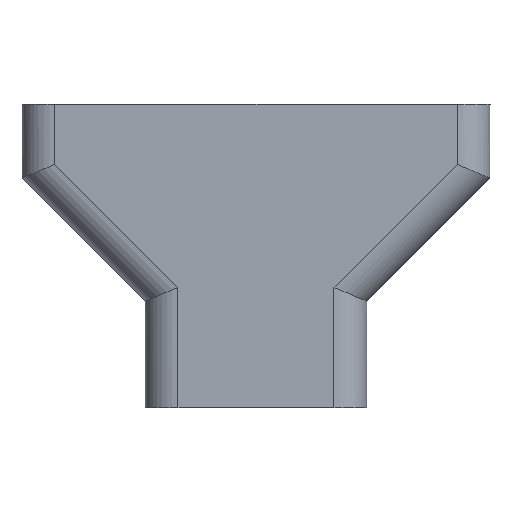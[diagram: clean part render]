
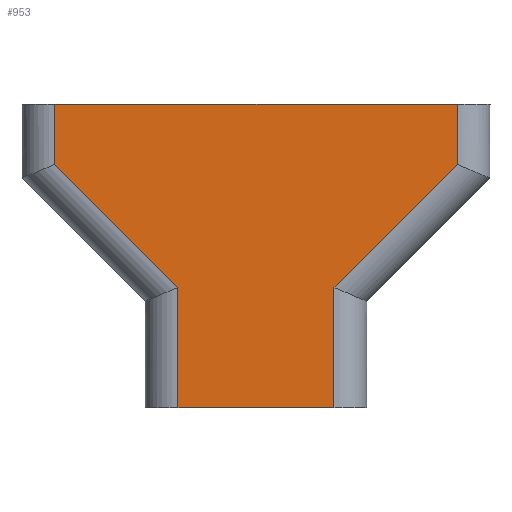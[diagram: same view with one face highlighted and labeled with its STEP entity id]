
A CAD part, front view. The second image highlights one B-rep face of the part: STEP entity #953.
In plain terms, the highlighted planar face has unit normal (0, -1, 0).
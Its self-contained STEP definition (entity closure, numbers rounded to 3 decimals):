
#127=FACE_OUTER_BOUND('',#186,.T.);
#186=EDGE_LOOP('',(#709,#710,#711,#712,#713,#714,#715,#716));
#243=LINE('',#1479,#324);
#274=LINE('',#1578,#355);
#284=LINE('',#1603,#365);
#285=LINE('',#1605,#366);
#286=LINE('',#1606,#367);
#287=LINE('',#1608,#368);
#288=LINE('',#1610,#369);
#289=LINE('',#1611,#370);
#324=VECTOR('',#1159,1.9);
#355=VECTOR('',#1208,4.9);
#365=VECTOR('',#1234,0.734);
#366=VECTOR('',#1235,2.121);
#367=VECTOR('',#1236,1.466);
#368=VECTOR('',#1237,1.466);
#369=VECTOR('',#1238,2.121);
#370=VECTOR('',#1239,0.734);
#410=VERTEX_POINT('',#1476);
#411=VERTEX_POINT('',#1478);
#445=VERTEX_POINT('',#1575);
#446=VERTEX_POINT('',#1577);
#453=VERTEX_POINT('',#1602);
#454=VERTEX_POINT('',#1604);
#455=VERTEX_POINT('',#1607);
#456=VERTEX_POINT('',#1609);
#499=EDGE_CURVE('',#411,#410,#243,.T.);
#538=EDGE_CURVE('',#446,#445,#274,.T.);
#551=EDGE_CURVE('',#445,#453,#284,.T.);
#552=EDGE_CURVE('',#453,#454,#285,.T.);
#553=EDGE_CURVE('',#454,#411,#286,.T.);
#554=EDGE_CURVE('',#410,#455,#287,.T.);
#555=EDGE_CURVE('',#455,#456,#288,.T.);
#556=EDGE_CURVE('',#456,#446,#289,.T.);
#709=ORIENTED_EDGE('',*,*,#538,.T.);
#710=ORIENTED_EDGE('',*,*,#551,.T.);
#711=ORIENTED_EDGE('',*,*,#552,.T.);
#712=ORIENTED_EDGE('',*,*,#553,.T.);
#713=ORIENTED_EDGE('',*,*,#499,.T.);
#714=ORIENTED_EDGE('',*,*,#554,.T.);
#715=ORIENTED_EDGE('',*,*,#555,.T.);
#716=ORIENTED_EDGE('',*,*,#556,.T.);
#929=PLANE('',#1039);
#953=ADVANCED_FACE('',(#127),#929,.T.);
#1039=AXIS2_PLACEMENT_3D('',#1601,#1232,#1233);
#1159=DIRECTION('',(1.,0.,0.));
#1208=DIRECTION('',(-1.,0.,0.));
#1232=DIRECTION('center_axis',(0.,-1.,0.));
#1233=DIRECTION('ref_axis',(1.,0.,0.));
#1234=DIRECTION('',(0.,0.,-1.));
#1235=DIRECTION('',(0.707,0.,-0.707));
#1236=DIRECTION('',(0.,0.,-1.));
#1237=DIRECTION('',(0.,0.,1.));
#1238=DIRECTION('',(0.707,0.,0.707));
#1239=DIRECTION('',(0.,0.,1.));
#1476=CARTESIAN_POINT('',(1.009,-75.17,17.58));
#1478=CARTESIAN_POINT('',(-0.891,-75.17,17.58));
#1479=CARTESIAN_POINT('',(-0.891,-75.17,17.58));
#1575=CARTESIAN_POINT('',(-2.391,-75.17,21.28));
#1577=CARTESIAN_POINT('',(2.509,-75.17,21.28));
#1578=CARTESIAN_POINT('',(2.509,-75.17,21.28));
#1601=CARTESIAN_POINT('Origin',(-1.291,-75.17,18.88));
#1602=CARTESIAN_POINT('',(-2.391,-75.17,20.546));
#1603=CARTESIAN_POINT('',(-2.391,-75.17,21.28));
#1604=CARTESIAN_POINT('',(-0.891,-75.17,19.046));
#1605=CARTESIAN_POINT('',(-2.391,-75.17,20.546));
#1606=CARTESIAN_POINT('',(-0.891,-75.17,19.046));
#1607=CARTESIAN_POINT('',(1.009,-75.17,19.046));
#1608=CARTESIAN_POINT('',(1.009,-75.17,17.58));
#1609=CARTESIAN_POINT('',(2.509,-75.17,20.546));
#1610=CARTESIAN_POINT('',(1.009,-75.17,19.046));
#1611=CARTESIAN_POINT('',(2.509,-75.17,20.546));
